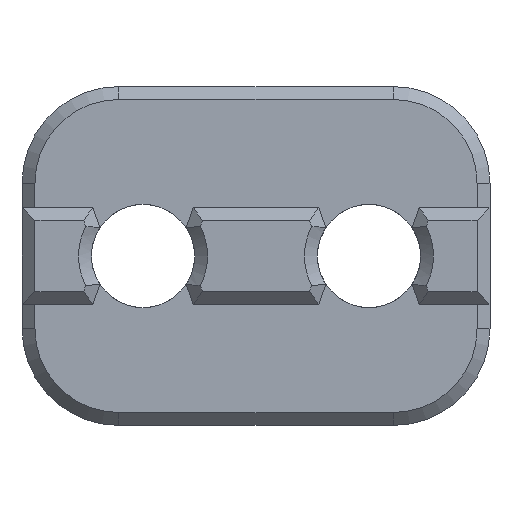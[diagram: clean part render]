
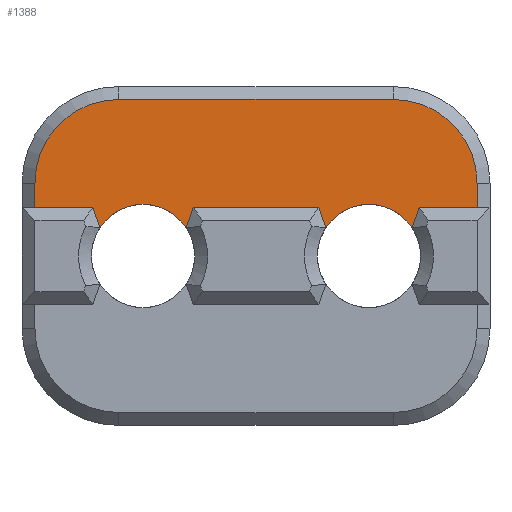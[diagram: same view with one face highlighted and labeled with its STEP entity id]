
A CAD part, front view. The second image highlights one B-rep face of the part: STEP entity #1388.
In plain terms, the highlighted planar face has unit normal (0, -1, 0).
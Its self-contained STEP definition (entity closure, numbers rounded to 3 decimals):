
#42=PLANE('',#1504);
#116=FACE_OUTER_BOUND('',#201,.T.);
#201=EDGE_LOOP('',(#1062,#1063,#1064,#1065,#1066,#1067,#1068,#1069,#1070,
#1071,#1072,#1073,#1074,#1075));
#306=LINE('',#2154,#457);
#310=LINE('',#2163,#461);
#314=LINE('',#2175,#465);
#315=LINE('',#2178,#466);
#316=LINE('',#2179,#467);
#317=LINE('',#2181,#468);
#318=LINE('',#2183,#469);
#319=LINE('',#2185,#470);
#320=LINE('',#2189,#471);
#321=LINE('',#2190,#472);
#457=VECTOR('',#1723,0.75);
#461=VECTOR('',#1733,8.5);
#465=VECTOR('',#1745,0.75);
#466=VECTOR('',#1748,1.793);
#467=VECTOR('',#1749,0.661);
#468=VECTOR('',#1750,0.661);
#469=VECTOR('',#1751,3.886);
#470=VECTOR('',#1752,0.661);
#471=VECTOR('',#1755,0.661);
#472=VECTOR('',#1756,1.793);
#578=CIRCLE('',#1480,1.6);
#592=CIRCLE('',#1498,2.6);
#593=CIRCLE('',#1501,2.6);
#595=CIRCLE('',#1505,1.6);
#641=VERTEX_POINT('',#2095);
#642=VERTEX_POINT('',#2097);
#666=VERTEX_POINT('',#2151);
#667=VERTEX_POINT('',#2153);
#668=VERTEX_POINT('',#2157);
#669=VERTEX_POINT('',#2161);
#670=VERTEX_POINT('',#2165);
#672=VERTEX_POINT('',#2171);
#674=VERTEX_POINT('',#2177);
#675=VERTEX_POINT('',#2180);
#676=VERTEX_POINT('',#2182);
#677=VERTEX_POINT('',#2184);
#678=VERTEX_POINT('',#2186);
#679=VERTEX_POINT('',#2188);
#778=EDGE_CURVE('',#642,#641,#578,.T.);
#806=EDGE_CURVE('',#666,#667,#306,.T.);
#808=EDGE_CURVE('',#667,#668,#592,.T.);
#811=EDGE_CURVE('',#668,#669,#310,.T.);
#812=EDGE_CURVE('',#669,#670,#593,.T.);
#817=EDGE_CURVE('',#670,#672,#314,.T.);
#818=EDGE_CURVE('',#666,#674,#315,.T.);
#819=EDGE_CURVE('',#642,#674,#316,.T.);
#820=EDGE_CURVE('',#675,#641,#317,.T.);
#821=EDGE_CURVE('',#675,#676,#318,.T.);
#822=EDGE_CURVE('',#677,#676,#319,.T.);
#823=EDGE_CURVE('',#678,#677,#595,.T.);
#824=EDGE_CURVE('',#679,#678,#320,.T.);
#825=EDGE_CURVE('',#679,#672,#321,.T.);
#1062=ORIENTED_EDGE('',*,*,#817,.F.);
#1063=ORIENTED_EDGE('',*,*,#812,.F.);
#1064=ORIENTED_EDGE('',*,*,#811,.F.);
#1065=ORIENTED_EDGE('',*,*,#808,.F.);
#1066=ORIENTED_EDGE('',*,*,#806,.F.);
#1067=ORIENTED_EDGE('',*,*,#818,.T.);
#1068=ORIENTED_EDGE('',*,*,#819,.F.);
#1069=ORIENTED_EDGE('',*,*,#778,.T.);
#1070=ORIENTED_EDGE('',*,*,#820,.F.);
#1071=ORIENTED_EDGE('',*,*,#821,.T.);
#1072=ORIENTED_EDGE('',*,*,#822,.F.);
#1073=ORIENTED_EDGE('',*,*,#823,.F.);
#1074=ORIENTED_EDGE('',*,*,#824,.F.);
#1075=ORIENTED_EDGE('',*,*,#825,.T.);
#1388=ADVANCED_FACE('',(#116),#42,.F.);
#1480=AXIS2_PLACEMENT_3D('',#2098,#1675,#1676);
#1498=AXIS2_PLACEMENT_3D('',#2158,#1727,#1728);
#1501=AXIS2_PLACEMENT_3D('',#2166,#1736,#1737);
#1504=AXIS2_PLACEMENT_3D('',#2176,#1746,#1747);
#1505=AXIS2_PLACEMENT_3D('',#2187,#1753,#1754);
#1675=DIRECTION('center_axis',(0.,1.,0.));
#1676=DIRECTION('ref_axis',(0.,0.,-1.));
#1723=DIRECTION('',(0.,0.,1.));
#1727=DIRECTION('center_axis',(0.,1.,0.));
#1728=DIRECTION('ref_axis',(0.,0.,1.));
#1733=DIRECTION('',(1.,0.,0.));
#1736=DIRECTION('center_axis',(0.,1.,0.));
#1737=DIRECTION('ref_axis',(0.,0.,1.));
#1745=DIRECTION('',(0.,0.,-1.));
#1746=DIRECTION('center_axis',(0.,1.,0.));
#1747=DIRECTION('ref_axis',(-1.,0.,0.));
#1748=DIRECTION('',(1.,0.,0.));
#1749=DIRECTION('',(-0.33,0.,0.944));
#1750=DIRECTION('',(-0.33,0.,-0.944));
#1751=DIRECTION('',(1.,0.,0.));
#1752=DIRECTION('',(-0.33,0.,0.944));
#1753=DIRECTION('center_axis',(0.,-1.,0.));
#1754=DIRECTION('ref_axis',(0.,0.,1.));
#1755=DIRECTION('',(-0.33,0.,-0.944));
#1756=DIRECTION('',(1.,0.,0.));
#2095=CARTESIAN_POINT('',(27.39,-1.045,86.946));
#2097=CARTESIAN_POINT('',(24.712,-1.045,86.946));
#2098=CARTESIAN_POINT('Origin',(26.051,-1.045,86.07));
#2151=CARTESIAN_POINT('',(22.701,-1.045,87.57));
#2153=CARTESIAN_POINT('',(22.701,-1.045,88.32));
#2154=CARTESIAN_POINT('',(22.701,-1.045,87.57));
#2157=CARTESIAN_POINT('',(25.301,-1.045,90.92));
#2158=CARTESIAN_POINT('Origin',(25.301,-1.045,88.32));
#2161=CARTESIAN_POINT('',(33.801,-1.045,90.92));
#2163=CARTESIAN_POINT('',(25.301,-1.045,90.92));
#2165=CARTESIAN_POINT('',(36.401,-1.045,88.32));
#2166=CARTESIAN_POINT('Origin',(33.801,-1.045,88.32));
#2171=CARTESIAN_POINT('',(36.401,-1.045,87.57));
#2175=CARTESIAN_POINT('',(36.401,-1.045,88.32));
#2176=CARTESIAN_POINT('Origin',(29.551,-1.045,86.07));
#2177=CARTESIAN_POINT('',(24.494,-1.045,87.57));
#2178=CARTESIAN_POINT('',(22.701,-1.045,87.57));
#2179=CARTESIAN_POINT('',(24.712,-1.045,86.946));
#2180=CARTESIAN_POINT('',(27.608,-1.045,87.57));
#2181=CARTESIAN_POINT('',(27.608,-1.045,87.57));
#2182=CARTESIAN_POINT('',(31.494,-1.045,87.57));
#2183=CARTESIAN_POINT('',(27.608,-1.045,87.57));
#2184=CARTESIAN_POINT('',(31.712,-1.045,86.946));
#2185=CARTESIAN_POINT('',(31.712,-1.045,86.946));
#2186=CARTESIAN_POINT('',(34.39,-1.045,86.946));
#2187=CARTESIAN_POINT('Origin',(33.051,-1.045,86.07));
#2188=CARTESIAN_POINT('',(34.608,-1.045,87.57));
#2189=CARTESIAN_POINT('',(34.608,-1.045,87.57));
#2190=CARTESIAN_POINT('',(34.608,-1.045,87.57));
